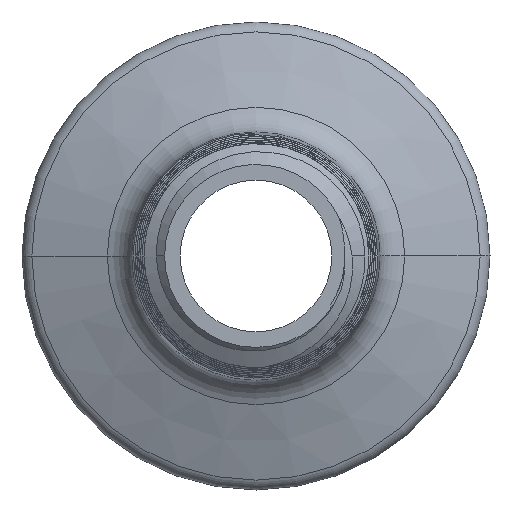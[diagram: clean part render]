
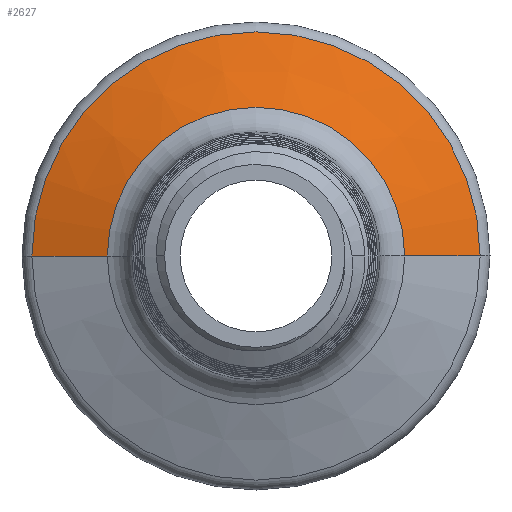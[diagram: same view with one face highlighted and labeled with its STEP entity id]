
A CAD part, left-side view. The second image highlights one B-rep face of the part: STEP entity #2627.
In plain terms, the highlighted conical face has half-angle 70 degrees and reference radius 11.974 mm.
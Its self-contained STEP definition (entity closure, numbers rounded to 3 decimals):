
#20 = AXIS2_PLACEMENT_3D ( 'NONE', #1730, #2147, #39 ) ;
#39 = DIRECTION ( 'NONE',  ( 0., 1., 0. ) ) ;
#77 = EDGE_LOOP ( 'NONE', ( #1260, #2054, #1601, #1859 ) ) ;
#91 = CIRCLE ( 'NONE', #20, 7.941 ) ;
#295 = EDGE_CURVE ( 'NONE', #616, #1898, #3672, .T. ) ;
#307 = DIRECTION ( 'NONE',  ( 1., 0., 0. ) ) ;
#313 = AXIS2_PLACEMENT_3D ( 'NONE', #994, #307, #2434 ) ;
#431 = DIRECTION ( 'NONE',  ( 0., 1., 0. ) ) ;
#515 = CARTESIAN_POINT ( 'NONE',  ( -3.892, 11.974, 0. ) ) ;
#608 = CARTESIAN_POINT ( 'NONE',  ( -3.892, 11.974, 0. ) ) ;
#616 = VERTEX_POINT ( 'NONE', #2798 ) ;
#664 = EDGE_CURVE ( 'NONE', #1898, #1953, #2686, .T. ) ;
#707 = AXIS2_PLACEMENT_3D ( 'NONE', #2133, #3597, #431 ) ;
#994 = CARTESIAN_POINT ( 'NONE',  ( -3.892, 0., 0. ) ) ;
#1260 = ORIENTED_EDGE ( 'NONE', *, *, #2457, .T. ) ;
#1354 = VECTOR ( 'NONE', #1925, 1000. ) ;
#1531 = CARTESIAN_POINT ( 'NONE',  ( -5.359, -7.941, 0. ) ) ;
#1601 = ORIENTED_EDGE ( 'NONE', *, *, #664, .F. ) ;
#1730 = CARTESIAN_POINT ( 'NONE',  ( -5.359, 0., 0. ) ) ;
#1859 = ORIENTED_EDGE ( 'NONE', *, *, #295, .F. ) ;
#1898 = VERTEX_POINT ( 'NONE', #608 ) ;
#1925 = DIRECTION ( 'NONE',  ( 0.342, 0.94, 0. ) ) ;
#1953 = VERTEX_POINT ( 'NONE', #3088 ) ;
#2054 = ORIENTED_EDGE ( 'NONE', *, *, #3613, .T. ) ;
#2089 = FACE_OUTER_BOUND ( 'NONE', #77, .T. ) ;
#2133 = CARTESIAN_POINT ( 'NONE',  ( -3.892, 0., 0. ) ) ;
#2147 = DIRECTION ( 'NONE',  ( 1., 0., 0. ) ) ;
#2434 = DIRECTION ( 'NONE',  ( 0., 1., 0. ) ) ;
#2457 = EDGE_CURVE ( 'NONE', #616, #3301, #91, .T. ) ;
#2627 = ADVANCED_FACE ( 'NONE', ( #2089 ), #4457, .T. ) ;
#2630 = VECTOR ( 'NONE', #3992, 1000. ) ;
#2686 = CIRCLE ( 'NONE', #707, 11.974 ) ;
#2798 = CARTESIAN_POINT ( 'NONE',  ( -5.359, 7.941, 0. ) ) ;
#3088 = CARTESIAN_POINT ( 'NONE',  ( -3.892, -11.974, 0. ) ) ;
#3300 = CARTESIAN_POINT ( 'NONE',  ( -3.892, -11.974, 0. ) ) ;
#3301 = VERTEX_POINT ( 'NONE', #1531 ) ;
#3597 = DIRECTION ( 'NONE',  ( 1., 0., 0. ) ) ;
#3613 = EDGE_CURVE ( 'NONE', #3301, #1953, #4066, .T. ) ;
#3672 = LINE ( 'NONE', #515, #1354 ) ;
#3992 = DIRECTION ( 'NONE',  ( 0.342, -0.94, 0. ) ) ;
#4066 = LINE ( 'NONE', #3300, #2630 ) ;
#4457 = CONICAL_SURFACE ( 'NONE', #313, 11.974, 1.222 ) ;
